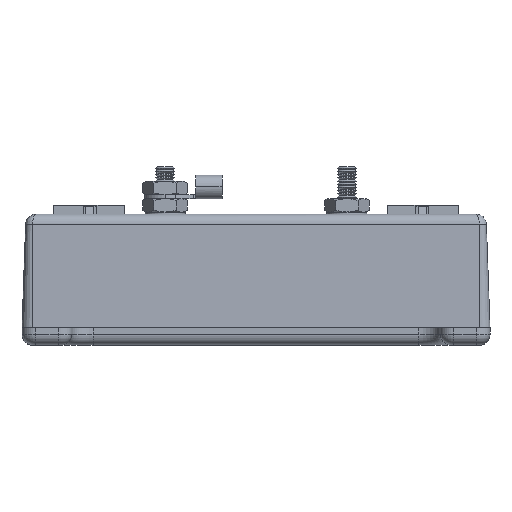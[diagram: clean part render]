
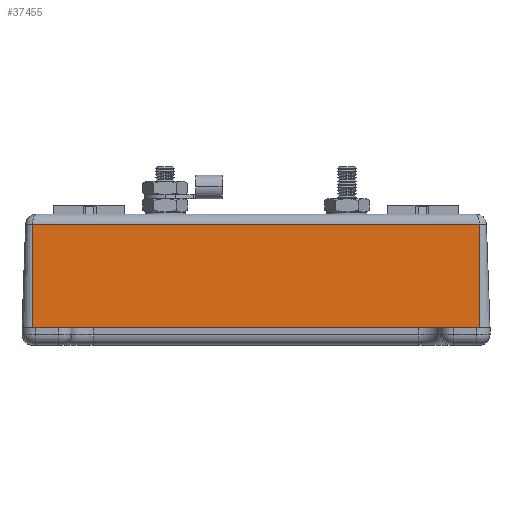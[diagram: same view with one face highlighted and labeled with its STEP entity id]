
A CAD part, top view. The second image highlights one B-rep face of the part: STEP entity #37455.
In plain terms, the highlighted planar face has unit normal (0, 0.035, 0.999).
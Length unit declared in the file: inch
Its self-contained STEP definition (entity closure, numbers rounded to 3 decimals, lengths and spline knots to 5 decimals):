
#1096 = LINE ( 'NONE', #48360, #42091 ) ;
#3750 = EDGE_CURVE ( 'NONE', #53219, #15146, #1096, .T. ) ;
#4944 = LINE ( 'NONE', #32161, #56872 ) ;
#7831 = VERTEX_POINT ( 'NONE', #15751 ) ;
#10732 = DIRECTION ( 'NONE',  ( 0., -0.999, 0.035 ) ) ;
#11213 = DIRECTION ( 'NONE',  ( 1., 0., 0. ) ) ;
#12255 = EDGE_CURVE ( 'NONE', #48598, #53219, #22328, .T. ) ;
#13620 = DIRECTION ( 'NONE',  ( 0., -0.999, 0.035 ) ) ;
#15146 = VERTEX_POINT ( 'NONE', #41156 ) ;
#15751 = CARTESIAN_POINT ( 'NONE',  ( 2.088, 0.96749, 1.15121 ) ) ;
#16988 = ORIENTED_EDGE ( 'NONE', *, *, #27500, .T. ) ;
#18963 = VECTOR ( 'NONE', #13620, 39.37008 ) ;
#19612 = EDGE_LOOP ( 'NONE', ( #52279, #16988, #32599, #58718 ) ) ;
#22328 = LINE ( 'NONE', #67002, #18963 ) ;
#24024 = LINE ( 'NONE', #67607, #65065 ) ;
#27500 = EDGE_CURVE ( 'NONE', #7831, #48598, #24024, .T. ) ;
#32161 = CARTESIAN_POINT ( 'NONE',  ( 2.088, 0., 1.185 ) ) ;
#32599 = ORIENTED_EDGE ( 'NONE', *, *, #12255, .T. ) ;
#32940 = FACE_OUTER_BOUND ( 'NONE', #19612, .T. ) ;
#36170 = DIRECTION ( 'NONE',  ( 0., -0.999, 0.035 ) ) ;
#37455 = ADVANCED_FACE ( 'NONE', ( #32940 ), #41310, .T. ) ;
#41156 = CARTESIAN_POINT ( 'NONE',  ( 2.088, 0., 1.185 ) ) ;
#41310 = PLANE ( 'NONE',  #67098 ) ;
#42091 = VECTOR ( 'NONE', #11213, 39.37008 ) ;
#42120 = CARTESIAN_POINT ( 'NONE',  ( -2.088, 0., 1.185 ) ) ;
#45046 = CARTESIAN_POINT ( 'NONE',  ( -2.088, 0.96749, 1.15121 ) ) ;
#46242 = DIRECTION ( 'NONE',  ( -1., 0., 0. ) ) ;
#48360 = CARTESIAN_POINT ( 'NONE',  ( -2.088, 0., 1.185 ) ) ;
#48598 = VERTEX_POINT ( 'NONE', #45046 ) ;
#52279 = ORIENTED_EDGE ( 'NONE', *, *, #65672, .F. ) ;
#53219 = VERTEX_POINT ( 'NONE', #42120 ) ;
#53816 = CARTESIAN_POINT ( 'NONE',  ( -2.088, 0., 1.185 ) ) ;
#56872 = VECTOR ( 'NONE', #10732, 39.37008 ) ;
#58718 = ORIENTED_EDGE ( 'NONE', *, *, #3750, .T. ) ;
#63156 = DIRECTION ( 'NONE',  ( 0., 0.035, 0.999 ) ) ;
#65065 = VECTOR ( 'NONE', #46242, 39.37008 ) ;
#65672 = EDGE_CURVE ( 'NONE', #7831, #15146, #4944, .T. ) ;
#67002 = CARTESIAN_POINT ( 'NONE',  ( -2.088, 0., 1.185 ) ) ;
#67098 = AXIS2_PLACEMENT_3D ( 'NONE', #53816, #63156, #36170 ) ;
#67607 = CARTESIAN_POINT ( 'NONE',  ( -2.088, 0.96749, 1.15121 ) ) ;
